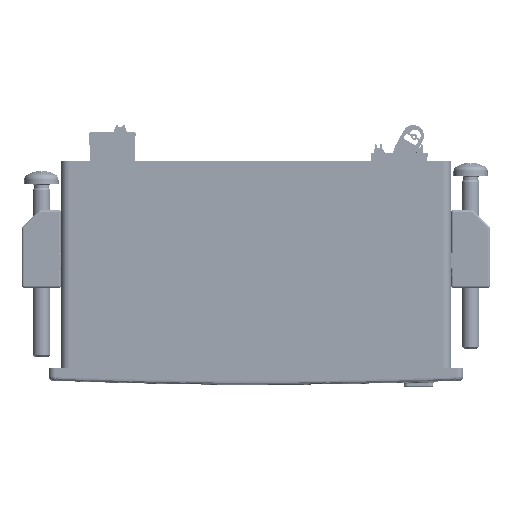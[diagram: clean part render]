
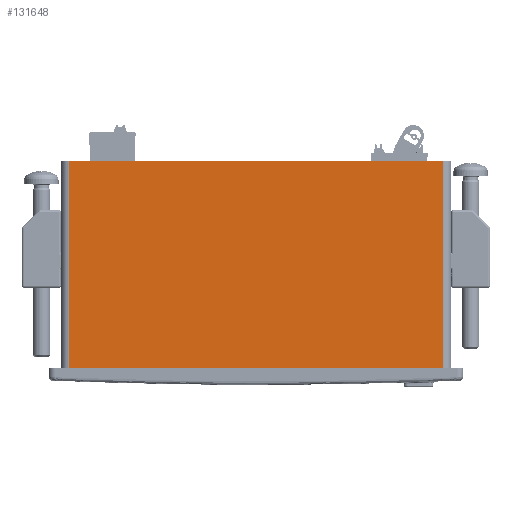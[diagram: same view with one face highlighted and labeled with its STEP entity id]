
A CAD part, front view. The second image highlights one B-rep face of the part: STEP entity #131648.
In plain terms, the highlighted planar face has unit normal (0, -1, 0).
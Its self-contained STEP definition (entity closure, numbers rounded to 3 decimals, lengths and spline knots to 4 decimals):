
#6653=PLANE('',#141032);
#15490=FACE_OUTER_BOUND('',#23316,.T.);
#23316=EDGE_LOOP('',(#116684,#116685,#116686,#116687));
#37448=LINE('',#229371,#50910);
#39609=LINE('',#238388,#53071);
#39610=LINE('',#238392,#53072);
#39611=LINE('',#238393,#53073);
#50910=VECTOR('',#167865,3.4055);
#53071=VECTOR('',#172608,1.8898);
#53072=VECTOR('',#172613,1.8898);
#53073=VECTOR('',#172614,3.4055);
#62968=VERTEX_POINT('',#229362);
#62971=VERTEX_POINT('',#229369);
#64785=VERTEX_POINT('',#238387);
#64786=VERTEX_POINT('',#238391);
#79347=EDGE_CURVE('',#62971,#62968,#37448,.T.);
#82189=EDGE_CURVE('',#62968,#64785,#39609,.T.);
#82191=EDGE_CURVE('',#62971,#64786,#39610,.T.);
#82192=EDGE_CURVE('',#64786,#64785,#39611,.T.);
#116684=ORIENTED_EDGE('',*,*,#82189,.F.);
#116685=ORIENTED_EDGE('',*,*,#79347,.F.);
#116686=ORIENTED_EDGE('',*,*,#82191,.T.);
#116687=ORIENTED_EDGE('',*,*,#82192,.T.);
#131648=ADVANCED_FACE('',(#15490),#6653,.T.);
#141032=AXIS2_PLACEMENT_3D('',#238390,#172611,#172612);
#167865=DIRECTION('',(1.,0.,0.));
#172608=DIRECTION('',(0.,0.,-1.));
#172611=DIRECTION('center_axis',(0.,-1.,0.));
#172612=DIRECTION('ref_axis',(0.,0.,
-1.));
#172613=DIRECTION('',(0.,0.,-1.));
#172614=DIRECTION('',(1.,0.,0.));
#229362=CARTESIAN_POINT('',(5.818,-0.2874,1.2763));
#229369=CARTESIAN_POINT('',(2.4125,-0.2874,1.2763));
#229371=CARTESIAN_POINT('',(2.4125,-0.2874,1.2763));
#238387=CARTESIAN_POINT('',(5.818,-0.2874,-0.6134));
#238388=CARTESIAN_POINT('',(5.818,-0.2874,1.2763));
#238390=CARTESIAN_POINT('Origin',(4.1153,-0.2874,-0.6512));
#238391=CARTESIAN_POINT('',(2.4125,-0.2874,-0.6134));
#238392=CARTESIAN_POINT('',(2.4125,-0.2874,1.2763));
#238393=CARTESIAN_POINT('',(2.4125,-0.2874,-0.6134));
